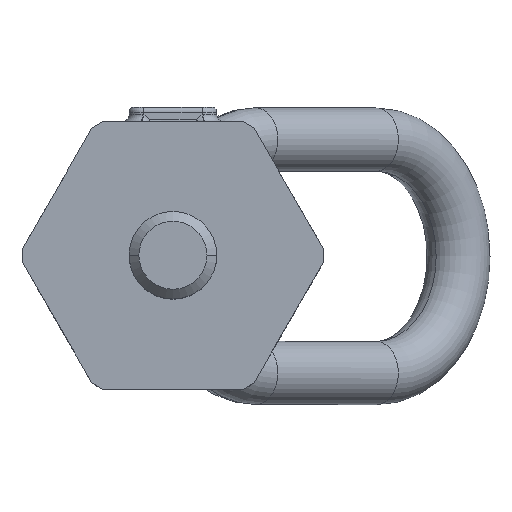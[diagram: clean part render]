
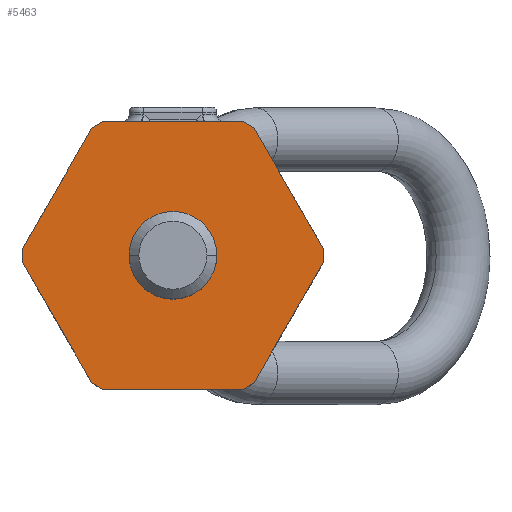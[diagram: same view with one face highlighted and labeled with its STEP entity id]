
A CAD part, top view. The second image highlights one B-rep face of the part: STEP entity #5463.
In plain terms, the highlighted planar face has unit normal (0, 0, 1).
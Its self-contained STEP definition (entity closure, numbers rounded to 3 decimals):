
#1=DIRECTION('',(-0.866,-0.5,0.));
#2=VECTOR('',#1,2.529);
#3=CARTESIAN_POINT('',(-14.417,27.5,49.7));
#4=LINE('',#3,#2);
#23=CARTESIAN_POINT('',(0.,0.,49.7));
#24=DIRECTION('',(0.,0.,-1.));
#25=DIRECTION('',(0.,-1.,0.));
#26=AXIS2_PLACEMENT_3D('',#23,#24,#25);
#37=CARTESIAN_POINT('',(0.,0.,49.7));
#38=DIRECTION('',(0.,0.,1.));
#39=DIRECTION('',(0.,-1.,0.));
#40=AXIS2_PLACEMENT_3D('',#37,#38,#39);
#122=DIRECTION('',(-1.,0.,0.));
#123=VECTOR('',#122,28.834);
#124=CARTESIAN_POINT('',(14.417,27.5,49.7));
#125=LINE('',#124,#123);
#2013=DIRECTION('',(-0.5,-0.866,0.));
#2014=VECTOR('',#2013,28.834);
#2015=CARTESIAN_POINT('',(-16.607,26.236,49.7));
#2016=LINE('',#2015,#2014);
#2021=DIRECTION('',(0.,-1.,0.));
#2022=VECTOR('',#2021,2.529);
#2023=CARTESIAN_POINT('',(-31.024,1.264,49.7));
#2024=LINE('',#2023,#2022);
#2041=DIRECTION('',(0.5,-0.866,0.));
#2042=VECTOR('',#2041,28.834);
#2043=CARTESIAN_POINT('',(-31.024,-1.264,49.7));
#2044=LINE('',#2043,#2042);
#2053=DIRECTION('',(0.866,-0.5,0.));
#2054=VECTOR('',#2053,2.529);
#2055=CARTESIAN_POINT('',(-16.607,-26.236,49.7));
#2056=LINE('',#2055,#2054);
#2113=DIRECTION('',(1.,0.,0.));
#2114=VECTOR('',#2113,28.834);
#2115=CARTESIAN_POINT('',(-14.417,-27.5,49.7));
#2116=LINE('',#2115,#2114);
#4185=DIRECTION('',(0.866,0.5,0.));
#4186=VECTOR('',#4185,2.529);
#4187=CARTESIAN_POINT('',(14.417,-27.5,49.7));
#4188=LINE('',#4187,#4186);
#4189=DIRECTION('',(0.5,0.866,0.));
#4190=VECTOR('',#4189,28.834);
#4191=CARTESIAN_POINT('',(16.607,-26.236,49.7));
#4192=LINE('',#4191,#4190);
#4197=DIRECTION('',(0.,1.,0.));
#4198=VECTOR('',#4197,2.529);
#4199=CARTESIAN_POINT('',(31.024,-1.264,49.7));
#4200=LINE('',#4199,#4198);
#4217=DIRECTION('',(-0.5,0.866,0.));
#4218=VECTOR('',#4217,28.834);
#4219=CARTESIAN_POINT('',(31.024,1.264,49.7));
#4220=LINE('',#4219,#4218);
#4225=DIRECTION('',(-0.866,0.5,0.));
#4226=VECTOR('',#4225,2.529);
#4227=CARTESIAN_POINT('',(16.607,26.236,49.7));
#4228=LINE('',#4227,#4226);
#4261=CARTESIAN_POINT('',(-14.417,27.5,49.7));
#4262=CARTESIAN_POINT('',(-16.607,26.236,49.7));
#4263=VERTEX_POINT('',#4261);
#4264=VERTEX_POINT('',#4262);
#4265=CARTESIAN_POINT('',(-31.024,1.264,49.7));
#4266=VERTEX_POINT('',#4265);
#4267=CARTESIAN_POINT('',(-31.024,-1.264,49.7));
#4268=VERTEX_POINT('',#4267);
#4269=CARTESIAN_POINT('',(-16.607,-26.236,49.7));
#4270=VERTEX_POINT('',#4269);
#4271=CARTESIAN_POINT('',(-14.417,-27.5,49.7));
#4272=VERTEX_POINT('',#4271);
#4273=CARTESIAN_POINT('',(14.417,-27.5,49.7));
#4274=VERTEX_POINT('',#4273);
#4275=CARTESIAN_POINT('',(16.607,-26.236,49.7));
#4276=VERTEX_POINT('',#4275);
#4277=CARTESIAN_POINT('',(31.024,-1.264,49.7));
#4278=VERTEX_POINT('',#4277);
#4279=CARTESIAN_POINT('',(31.024,1.264,49.7));
#4280=VERTEX_POINT('',#4279);
#4281=CARTESIAN_POINT('',(16.607,26.236,49.7));
#4282=VERTEX_POINT('',#4281);
#4283=CARTESIAN_POINT('',(14.417,27.5,49.7));
#4284=VERTEX_POINT('',#4283);
#4660=CARTESIAN_POINT('',(0.,-9.,49.7));
#4661=CARTESIAN_POINT('',(0.,9.,49.7));
#4662=VERTEX_POINT('',#4660);
#4663=VERTEX_POINT('',#4661);
#5427=CARTESIAN_POINT('',(50.,-50.,49.7));
#5428=DIRECTION('',(0.,0.,-1.));
#5429=DIRECTION('',(-1.,0.,0.));
#5430=AXIS2_PLACEMENT_3D('',#5427,#5428,#5429);
#5431=PLANE('',#5430);
#5432=ORIENTED_EDGE('',*,*,#5416,.F.);
#5434=ORIENTED_EDGE('',*,*,#5433,.F.);
#5436=ORIENTED_EDGE('',*,*,#5435,.F.);
#5438=ORIENTED_EDGE('',*,*,#5437,.F.);
#5440=ORIENTED_EDGE('',*,*,#5439,.F.);
#5442=ORIENTED_EDGE('',*,*,#5441,.F.);
#5444=ORIENTED_EDGE('',*,*,#5443,.F.);
#5446=ORIENTED_EDGE('',*,*,#5445,.F.);
#5448=ORIENTED_EDGE('',*,*,#5447,.F.);
#5450=ORIENTED_EDGE('',*,*,#5449,.F.);
#5452=ORIENTED_EDGE('',*,*,#5451,.F.);
#5454=ORIENTED_EDGE('',*,*,#5453,.F.);
#5455=EDGE_LOOP('',(#5432,#5434,#5436,#5438,#5440,#5442,#5444,#5446,#5448,#5450,
#5452,#5454));
#5456=FACE_OUTER_BOUND('',#5455,.F.);
#5458=ORIENTED_EDGE('',*,*,#5457,.F.);
#5460=ORIENTED_EDGE('',*,*,#5459,.T.);
#5461=EDGE_LOOP('',(#5458,#5460));
#5462=FACE_BOUND('',#5461,.F.);
#5463=ADVANCED_FACE('',(#5456,#5462),#5431,.F.);
#27=CIRCLE('',#26,9.);
#41=CIRCLE('',#40,9.);
#5416=EDGE_CURVE('',#4263,#4264,#4,.T.);
#5433=EDGE_CURVE('',#4284,#4263,#125,.T.);
#5435=EDGE_CURVE('',#4282,#4284,#4228,.T.);
#5437=EDGE_CURVE('',#4280,#4282,#4220,.T.);
#5439=EDGE_CURVE('',#4278,#4280,#4200,.T.);
#5441=EDGE_CURVE('',#4276,#4278,#4192,.T.);
#5443=EDGE_CURVE('',#4274,#4276,#4188,.T.);
#5445=EDGE_CURVE('',#4272,#4274,#2116,.T.);
#5447=EDGE_CURVE('',#4270,#4272,#2056,.T.);
#5449=EDGE_CURVE('',#4268,#4270,#2044,.T.);
#5451=EDGE_CURVE('',#4266,#4268,#2024,.T.);
#5453=EDGE_CURVE('',#4264,#4266,#2016,.T.);
#5457=EDGE_CURVE('',#4662,#4663,#27,.T.);
#5459=EDGE_CURVE('',#4662,#4663,#41,.T.);
